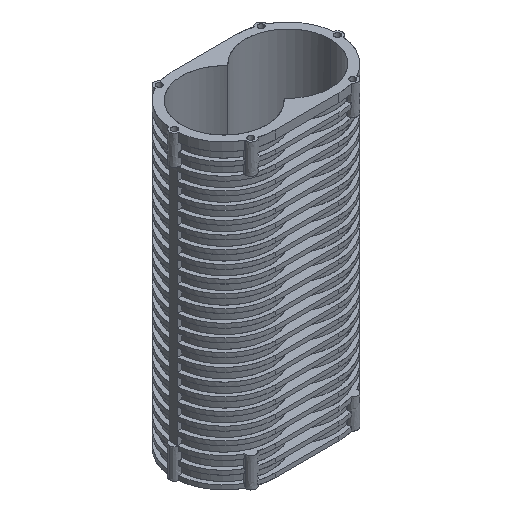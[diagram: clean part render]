
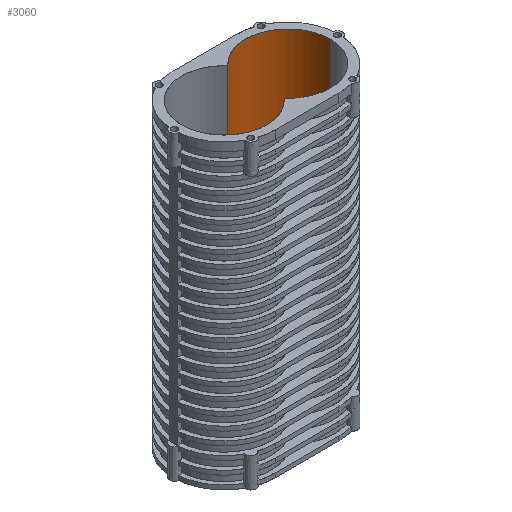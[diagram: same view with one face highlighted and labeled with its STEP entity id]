
A CAD part, isometric view. The second image highlights one B-rep face of the part: STEP entity #3060.
In plain terms, the highlighted free-form (B-spline) face has degree [2, 1] with [3, 2] control points.
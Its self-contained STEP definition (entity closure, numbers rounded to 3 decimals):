
#3060 = ADVANCED_FACE('',(#3061),#3093,.T.);
#3061 = FACE_BOUND('',#3062,.T.);
#3062 = EDGE_LOOP('',(#3063,#3073,#3080,#3088));
#3063 = ORIENTED_EDGE('',*,*,#3064,.F.);
#3064 = EDGE_CURVE('',#3065,#3067,#3069,.T.);
#3065 = VERTEX_POINT('',#3066);
#3066 = CARTESIAN_POINT('',(87.264,0.,-349.055));
#3067 = VERTEX_POINT('',#3068);
#3068 = CARTESIAN_POINT('',(0.,32.983,
    -349.055));
#3069 = ( BOUNDED_CURVE() B_SPLINE_CURVE(2,(#3070,#3071,#3072),
.UNSPECIFIED.,.F.,.F.) B_SPLINE_CURVE_WITH_KNOTS((3,3),(0.,
2.419),.PIECEWISE_BEZIER_KNOTS.) CURVE() 
GEOMETRIC_REPRESENTATION_ITEM() RATIONAL_B_SPLINE_CURVE((1.,
0.354,1.)) REPRESENTATION_ITEM('') );
#3070 = CARTESIAN_POINT('',(87.264,0.,-349.055));
#3071 = CARTESIAN_POINT('',(87.264,131.93,
    -349.055));
#3072 = CARTESIAN_POINT('',(0.,32.983,
    -349.055));
#3073 = ORIENTED_EDGE('',*,*,#3074,.F.);
#3074 = EDGE_CURVE('',#3075,#3065,#3077,.T.);
#3075 = VERTEX_POINT('',#3076);
#3076 = CARTESIAN_POINT('',(87.264,0.,
    4.987));
#3077 = B_SPLINE_CURVE_WITH_KNOTS('',1,(#3078,#3079),.UNSPECIFIED.,.F.,
  .F.,(2,2),(0.,355.),.PIECEWISE_BEZIER_KNOTS.);
#3078 = CARTESIAN_POINT('',(87.264,0.,4.987));
#3079 = CARTESIAN_POINT('',(87.264,0.,-349.055));
#3080 = ORIENTED_EDGE('',*,*,#3081,.F.);
#3081 = EDGE_CURVE('',#3082,#3075,#3084,.T.);
#3082 = VERTEX_POINT('',#3083);
#3083 = CARTESIAN_POINT('',(0.,32.983,
    4.987));
#3084 = ( BOUNDED_CURVE() B_SPLINE_CURVE(2,(#3085,#3086,#3087),
.UNSPECIFIED.,.F.,.F.) B_SPLINE_CURVE_WITH_KNOTS((3,3),(0.,
2.419),.PIECEWISE_BEZIER_KNOTS.) CURVE() 
GEOMETRIC_REPRESENTATION_ITEM() RATIONAL_B_SPLINE_CURVE((1.,
0.354,1.)) REPRESENTATION_ITEM('') );
#3085 = CARTESIAN_POINT('',(0.,32.983,
    4.987));
#3086 = CARTESIAN_POINT('',(87.264,131.93,
    4.987));
#3087 = CARTESIAN_POINT('',(87.264,0.,
    4.987));
#3088 = ORIENTED_EDGE('',*,*,#3089,.F.);
#3089 = EDGE_CURVE('',#3067,#3082,#3090,.T.);
#3090 = B_SPLINE_CURVE_WITH_KNOTS('',1,(#3091,#3092),.UNSPECIFIED.,.F.,
  .F.,(2,2),(0.,355.),.PIECEWISE_BEZIER_KNOTS.);
#3091 = CARTESIAN_POINT('',(0.,32.983,-349.055));
#3092 = CARTESIAN_POINT('',(0.,32.983,4.987));
#3093 = ( BOUNDED_SURFACE() B_SPLINE_SURFACE(2,1,(
    (#3094,#3095)
    ,(#3096,#3097)
    ,(#3098,#3099
)),.UNSPECIFIED.,.F.,.F.,.F.) B_SPLINE_SURFACE_WITH_KNOTS((3,3),(2,2),(
    3.864,6.283),(0.,355.),.PIECEWISE_BEZIER_KNOTS.) 
GEOMETRIC_REPRESENTATION_ITEM() RATIONAL_B_SPLINE_SURFACE((
    (1.,1.)
    ,(0.354,0.354)
,(1.,1.))) REPRESENTATION_ITEM('') SURFACE() );
#3094 = CARTESIAN_POINT('',(0.,32.983,
    -349.055));
#3095 = CARTESIAN_POINT('',(0.,32.983,
    4.987));
#3096 = CARTESIAN_POINT('',(87.264,131.93,
    -349.055));
#3097 = CARTESIAN_POINT('',(87.264,131.93,
    4.987));
#3098 = CARTESIAN_POINT('',(87.264,0.,
    -349.055));
#3099 = CARTESIAN_POINT('',(87.264,0.,
    4.987));
